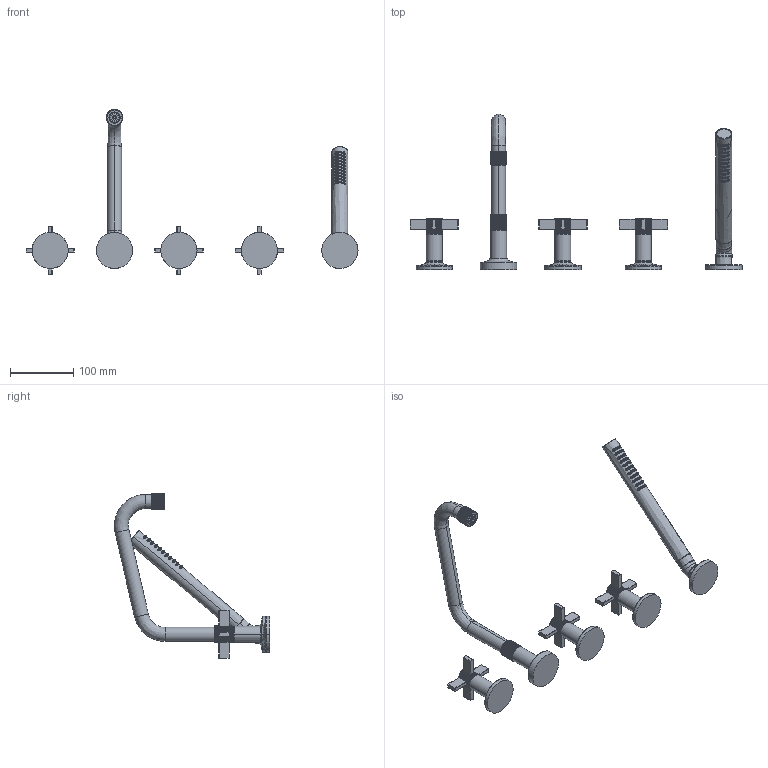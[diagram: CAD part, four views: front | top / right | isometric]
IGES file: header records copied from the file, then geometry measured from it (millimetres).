
Start section:  PTC IGES file: 3-3247.igs
Global section: file name: 3-3247.igs; native system: Creo Parametric by PTC Inc.; preprocessor: 2018400; author: jinson.thomas; organization: Unknown; date: 20210909.103647; units: inch
Bounding box: 523.88 x 244.95 x 260.35 mm (x, y, z)
Volume: 567467 mm3; surface area: 126063.4 mm2
Topology: 5 solids, 5 shells, 2654 faces, 6696 edges, 4177 vertices
Faces by surface type: bspline 1509, revolution 1145
